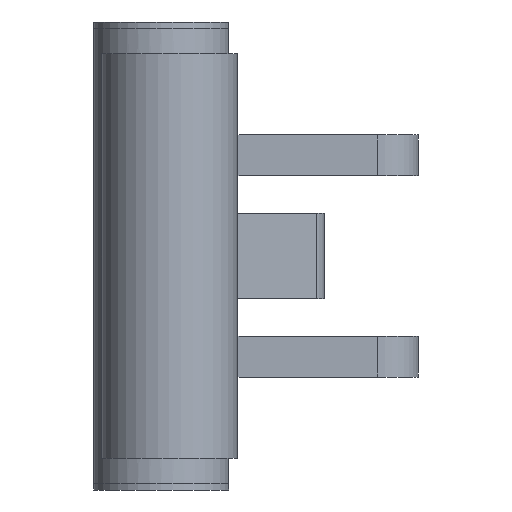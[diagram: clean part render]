
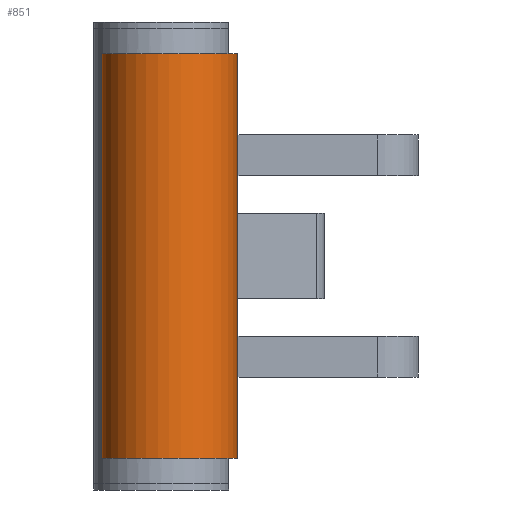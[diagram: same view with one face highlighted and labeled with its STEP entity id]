
A CAD part, left-side view. The second image highlights one B-rep face of the part: STEP entity #851.
In plain terms, the highlighted cylindrical face has radius 2.5 mm (diameter 5 mm), a full revolution.
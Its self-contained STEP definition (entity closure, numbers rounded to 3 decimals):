
#113=FACE_OUTER_BOUND('',#163,.T.);
#163=EDGE_LOOP('',(#777,#778,#779,#780,#781,#782,#783,#784,#785,#786));
#239=LINE('',#1516,#317);
#240=LINE('',#1518,#318);
#241=LINE('',#1519,#319);
#242=LINE('',#1520,#320);
#317=VECTOR('',#1255,1.);
#318=VECTOR('',#1258,2.5);
#319=VECTOR('',#1259,2.5);
#320=VECTOR('',#1260,1.);
#325=CIRCLE('',#925,2.5);
#354=CIRCLE('',#981,2.5);
#359=CIRCLE('',#993,2.5);
#360=CIRCLE('',#995,2.5);
#380=VERTEX_POINT('',#1334);
#422=VERTEX_POINT('',#1470);
#423=VERTEX_POINT('',#1472);
#434=VERTEX_POINT('',#1507);
#435=VERTEX_POINT('',#1510);
#436=VERTEX_POINT('',#1511);
#462=EDGE_CURVE('',#380,#380,#325,.T.);
#530=EDGE_CURVE('',#422,#423,#354,.T.);
#547=EDGE_CURVE('',#434,#434,#359,.T.);
#548=EDGE_CURVE('',#435,#436,#360,.T.);
#551=EDGE_CURVE('',#423,#435,#239,.T.);
#552=EDGE_CURVE('',#380,#435,#240,.T.);
#553=EDGE_CURVE('',#423,#434,#241,.T.);
#554=EDGE_CURVE('',#422,#436,#242,.T.);
#777=ORIENTED_EDGE('',*,*,#462,.F.);
#778=ORIENTED_EDGE('',*,*,#552,.T.);
#779=ORIENTED_EDGE('',*,*,#551,.F.);
#780=ORIENTED_EDGE('',*,*,#553,.T.);
#781=ORIENTED_EDGE('',*,*,#547,.F.);
#782=ORIENTED_EDGE('',*,*,#553,.F.);
#783=ORIENTED_EDGE('',*,*,#530,.F.);
#784=ORIENTED_EDGE('',*,*,#554,.T.);
#785=ORIENTED_EDGE('',*,*,#548,.F.);
#786=ORIENTED_EDGE('',*,*,#552,.F.);
#806=CYLINDRICAL_SURFACE('',#997,2.5);
#851=ADVANCED_FACE('',(#113),#806,.T.);
#925=AXIS2_PLACEMENT_3D('',#1335,#1058,#1059);
#981=AXIS2_PLACEMENT_3D('',#1473,#1209,#1210);
#993=AXIS2_PLACEMENT_3D('',#1508,#1245,#1246);
#995=AXIS2_PLACEMENT_3D('',#1512,#1249,#1250);
#997=AXIS2_PLACEMENT_3D('',#1517,#1256,#1257);
#1058=DIRECTION('center_axis',(0.,0.,-1.));
#1059=DIRECTION('ref_axis',(1.,0.,0.));
#1209=DIRECTION('center_axis',(0.,0.,-1.));
#1210=DIRECTION('ref_axis',(0.,1.,0.));
#1245=DIRECTION('center_axis',(0.,0.,1.));
#1246=DIRECTION('ref_axis',(0.,-1.,0.));
#1249=DIRECTION('center_axis',(0.,0.,1.));
#1250=DIRECTION('ref_axis',(1.,0.,0.));
#1255=DIRECTION('',(0.,0.,-1.));
#1256=DIRECTION('center_axis',(0.,0.,-1.));
#1257=DIRECTION('ref_axis',(0.,1.,0.));
#1258=DIRECTION('',(0.,0.,1.));
#1259=DIRECTION('',(0.,0.,1.));
#1260=DIRECTION('',(0.,0.,-1.));
#1334=CARTESIAN_POINT('',(101.415,100.906,-11.95));
#1335=CARTESIAN_POINT('Origin',(101.415,103.406,-11.95));
#1470=CARTESIAN_POINT('',(101.415,105.906,0.));
#1472=CARTESIAN_POINT('',(101.415,100.906,0.));
#1473=CARTESIAN_POINT('Origin',(101.415,103.406,0.));
#1507=CARTESIAN_POINT('',(101.415,100.906,3.));
#1508=CARTESIAN_POINT('Origin',(101.415,103.406,3.));
#1510=CARTESIAN_POINT('',(101.415,100.906,-8.95));
#1511=CARTESIAN_POINT('',(101.415,105.906,-8.95));
#1512=CARTESIAN_POINT('Origin',(101.415,103.406,-8.95));
#1516=CARTESIAN_POINT('',(101.415,100.906,0.));
#1517=CARTESIAN_POINT('Origin',(101.415,103.406,0.));
#1518=CARTESIAN_POINT('',(101.415,100.906,0.));
#1519=CARTESIAN_POINT('',(101.415,100.906,0.));
#1520=CARTESIAN_POINT('',(101.415,105.906,0.));
